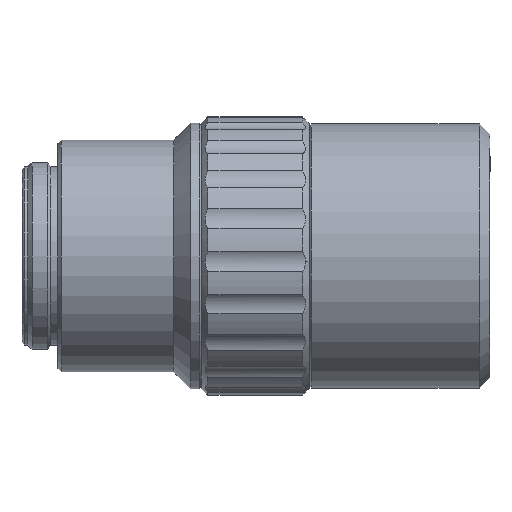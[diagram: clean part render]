
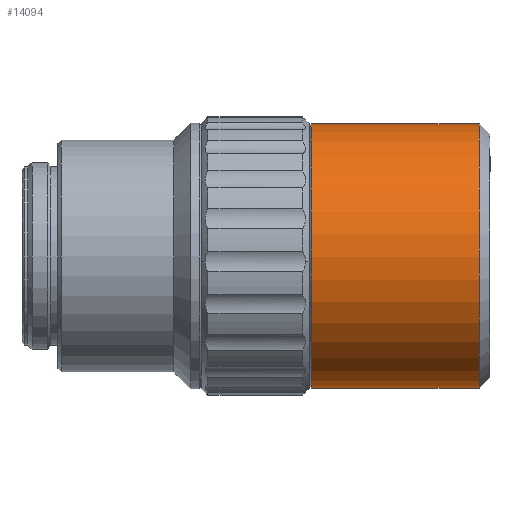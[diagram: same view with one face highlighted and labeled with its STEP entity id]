
A CAD part, left-side view. The second image highlights one B-rep face of the part: STEP entity #14094.
In plain terms, the highlighted cylindrical face has radius 18.4 mm (diameter 36.8 mm), a partial arc.
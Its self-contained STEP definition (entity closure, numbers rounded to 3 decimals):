
#364 = EDGE_CURVE ( 'NONE', #16779, #3547, #15412, .T. ) ;
#425 = EDGE_LOOP ( 'NONE', ( #13881, #18409, #2577, #16001 ) ) ;
#1012 = VERTEX_POINT ( 'NONE', #16491 ) ;
#1731 = CIRCLE ( 'NONE', #13901, 18.4 ) ;
#2577 = ORIENTED_EDGE ( 'NONE', *, *, #10926, .T. ) ;
#2944 = AXIS2_PLACEMENT_3D ( 'NONE', #12449, #7936, #6379 ) ;
#3547 = VERTEX_POINT ( 'NONE', #13907 ) ;
#4011 = DIRECTION ( 'NONE',  ( 0., 1., 0. ) ) ;
#4016 = DIRECTION ( 'NONE',  ( 0., 1., 0. ) ) ;
#5098 = DIRECTION ( 'NONE',  ( 0., 1., 0. ) ) ;
#5403 = DIRECTION ( 'NONE',  ( 0., 1., 0. ) ) ;
#6022 = CARTESIAN_POINT ( 'NONE',  ( 0., 3.475, -18.4 ) ) ;
#6379 = DIRECTION ( 'NONE',  ( 1., 0., 0. ) ) ;
#7361 = AXIS2_PLACEMENT_3D ( 'NONE', #9719, #5403, #17640 ) ;
#7793 = EDGE_CURVE ( 'NONE', #19797, #16779, #9967, .T. ) ;
#7936 = DIRECTION ( 'NONE',  ( 0., 1., 0. ) ) ;
#8747 = DIRECTION ( 'NONE',  ( 1., 0., 0. ) ) ;
#9719 = CARTESIAN_POINT ( 'NONE',  ( 0., 15.175, 0. ) ) ;
#9967 = LINE ( 'NONE', #11811, #11331 ) ;
#10926 = EDGE_CURVE ( 'NONE', #1012, #3547, #14553, .T. ) ;
#11138 = CARTESIAN_POINT ( 'NONE',  ( 0., 26.875, -18.4 ) ) ;
#11331 = VECTOR ( 'NONE', #4011, 1000. ) ;
#11811 = CARTESIAN_POINT ( 'NONE',  ( 0., 15.175, -18.4 ) ) ;
#12449 = CARTESIAN_POINT ( 'NONE',  ( 0., 26.875, 0. ) ) ;
#13709 = EDGE_CURVE ( 'NONE', #19797, #1012, #1731, .T. ) ;
#13881 = ORIENTED_EDGE ( 'NONE', *, *, #7793, .F. ) ;
#13901 = AXIS2_PLACEMENT_3D ( 'NONE', #18199, #4016, #8747 ) ;
#13907 = CARTESIAN_POINT ( 'NONE',  ( 0., 26.875, 18.4 ) ) ;
#14094 = ADVANCED_FACE ( 'NONE', ( #17541 ), #19094, .T. ) ;
#14553 = LINE ( 'NONE', #17729, #20385 ) ;
#15412 = CIRCLE ( 'NONE', #2944, 18.4 ) ;
#16001 = ORIENTED_EDGE ( 'NONE', *, *, #364, .F. ) ;
#16491 = CARTESIAN_POINT ( 'NONE',  ( 0., 3.475, 18.4 ) ) ;
#16779 = VERTEX_POINT ( 'NONE', #11138 ) ;
#17541 = FACE_OUTER_BOUND ( 'NONE', #425, .T. ) ;
#17640 = DIRECTION ( 'NONE',  ( 0., 0., 1. ) ) ;
#17729 = CARTESIAN_POINT ( 'NONE',  ( 0., 15.175, 18.4 ) ) ;
#18199 = CARTESIAN_POINT ( 'NONE',  ( 0., 3.475, 0. ) ) ;
#18409 = ORIENTED_EDGE ( 'NONE', *, *, #13709, .T. ) ;
#19094 = CYLINDRICAL_SURFACE ( 'NONE', #7361, 18.4 ) ;
#19797 = VERTEX_POINT ( 'NONE', #6022 ) ;
#20385 = VECTOR ( 'NONE', #5098, 1000. ) ;
